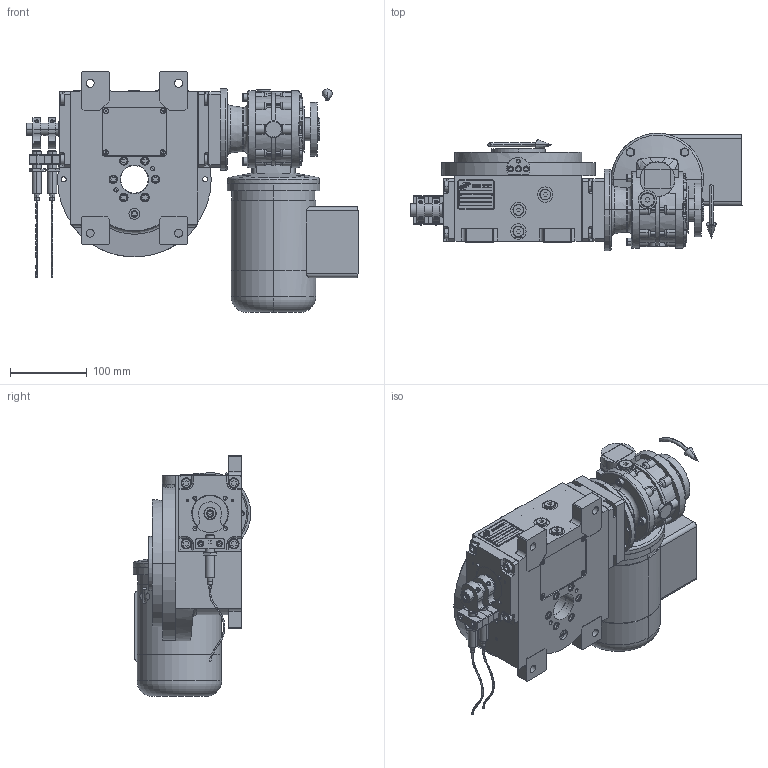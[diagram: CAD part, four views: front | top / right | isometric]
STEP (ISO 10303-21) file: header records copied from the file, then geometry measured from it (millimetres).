
FILE_DESCRIPTION (( 'STEP AP203' ), '1' );
FILE_NAME ('PC5202013.step', '2026-04-09T12:14:33', ( '' ), ( '' ), 'SwSTEP 2.0', 'SolidWorks 2020', '' );
FILE_SCHEMA (( 'CONFIG_CONTROL_DESIGN' ));
Length unit declared in the file: millimetre
Products named in the file (96): cfn2003_01_063; rig04_071_8_m_n_02.stp; rig04_002_bl_011; as_cfn2400_04_003.stp; CFN2010_01_006.stp; cfn2151_01_087; cfn2000_01_147; cfn2151_01_092; cfn2155_01_055; cfn2107_01_001; cfn2000_01_129; cfn2000_01_151; rig04_004_s_001; olio_agip_blasia_150; cfn2104_01_016; as_cfn2401_01_003.stp; cfn2115_02_068; freccia_angolare; rig04_003_8; cfn2205_01_012; cfn2128_04_011; AS_900_38_30_003; cfn2000_01_161; 900_38_11_06_4; RIG06_021_AF0.stp; rig04_015; RIG04_005_S_001_ASM.stp; cfn2010_01_015.prt; cfn2000_01_176; cfn2077_01_018; CFN2400_04_003-1.stp; RMI40_F1_LFB_DX_56B5; cfn2155_01_186; AS_cfn2401_01_003; cfn2115_02_213; CFN2000_01_185.stp; rig04_014_s_005; cfn2128_05_006; CFN2356_03_051.stp; cfn2476_01_001_48x38 ...
Assembly tree (92 placements, depth 5):
  CFN2010_01_006.stp
  cfn2151_01_087
  cfn2151_01_092
  olio_agip_blasia_150
  cfn2205_01_012
Bounding box: 432 x 153 x 313 mm (x, y, z)
Volume: 4246906.9 mm3; surface area: 789099.5 mm2
Topology: 92 solids, 96 shells, 3794 faces, 9384 edges, 6010 vertices
Faces by surface type: plane 1808, cylinder 1274, cone 555, torus 129, bspline 22, sphere 6
Entity records: 127821 total; most frequent: CARTESIAN_POINT 32244, DIRECTION 18069, ORIENTED_EDGE 17506, EDGE_CURVE 8757, AXIS2_PLACEMENT_3D 6561, VERTEX_POINT 5661, LINE 4947, VECTOR 4947
